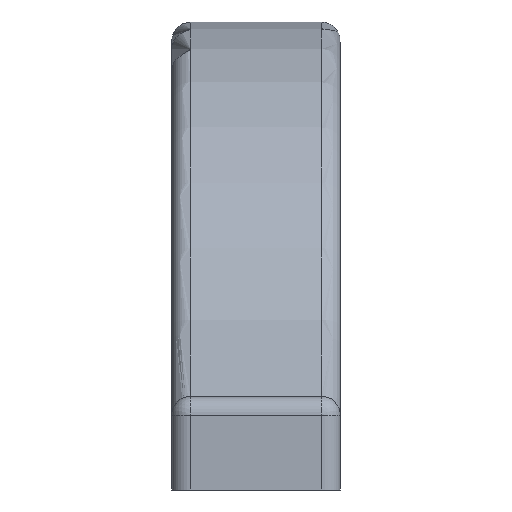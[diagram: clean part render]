
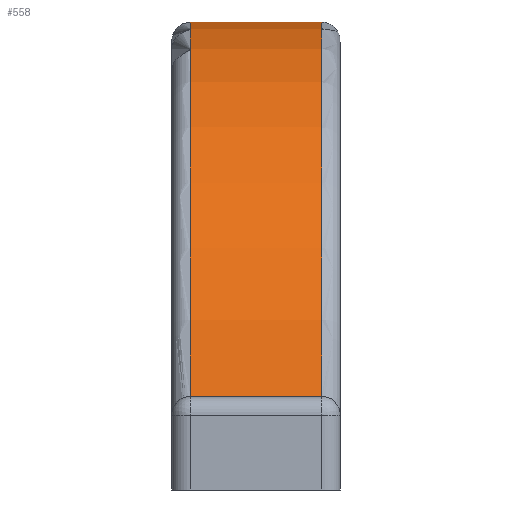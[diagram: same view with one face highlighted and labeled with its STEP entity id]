
A CAD part, front view. The second image highlights one B-rep face of the part: STEP entity #558.
In plain terms, the highlighted cylindrical face has radius 25 mm (diameter 50 mm), a partial arc.
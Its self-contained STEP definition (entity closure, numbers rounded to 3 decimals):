
#68=LINE('',#987,#111);
#69=LINE('',#989,#112);
#70=LINE('',#992,#113);
#71=LINE('',#993,#114);
#111=VECTOR('',#755,10.);
#112=VECTOR('',#758,10.);
#113=VECTOR('',#761,10.);
#114=VECTOR('',#762,10.);
#145=CYLINDRICAL_SURFACE('',#628,25.);
#168=FACE_OUTER_BOUND('',#202,.T.);
#202=EDGE_LOOP('',(#441,#442,#443,#444,#445,#446));
#236=CIRCLE('',#614,25.);
#238=CIRCLE('',#618,25.);
#263=VERTEX_POINT('',#873);
#271=VERTEX_POINT('',#909);
#273=VERTEX_POINT('',#931);
#275=VERTEX_POINT('',#953);
#283=VERTEX_POINT('',#986);
#284=VERTEX_POINT('',#991);
#326=EDGE_CURVE('',#273,#271,#236,.T.);
#331=EDGE_CURVE('',#263,#275,#238,.T.);
#343=EDGE_CURVE('',#271,#283,#68,.T.);
#345=EDGE_CURVE('',#283,#263,#69,.T.);
#346=EDGE_CURVE('',#273,#284,#70,.T.);
#347=EDGE_CURVE('',#284,#275,#71,.T.);
#441=ORIENTED_EDGE('',*,*,#331,.F.);
#442=ORIENTED_EDGE('',*,*,#345,.F.);
#443=ORIENTED_EDGE('',*,*,#343,.F.);
#444=ORIENTED_EDGE('',*,*,#326,.F.);
#445=ORIENTED_EDGE('',*,*,#346,.T.);
#446=ORIENTED_EDGE('',*,*,#347,.T.);
#558=ADVANCED_FACE('',(#168),#145,.T.);
#614=AXIS2_PLACEMENT_3D('',#932,#721,#722);
#618=AXIS2_PLACEMENT_3D('',#954,#731,#732);
#628=AXIS2_PLACEMENT_3D('',#990,#759,#760);
#721=DIRECTION('center_axis',(0.,0.,
1.));
#722=DIRECTION('ref_axis',(-1.,0.,0.));
#731=DIRECTION('center_axis',(0.,0.,
-1.));
#732=DIRECTION('ref_axis',(-1.,0.,0.));
#755=DIRECTION('',(0.,0.,-1.));
#758=DIRECTION('',(0.,0.,-1.));
#759=DIRECTION('center_axis',(0.,0.,-1.));
#760=DIRECTION('ref_axis',(-1.,0.,0.));
#761=DIRECTION('',(0.,0.,-1.));
#762=DIRECTION('',(0.,0.,-1.));
#873=CARTESIAN_POINT('',(-5.,-24.495,12.5));
#909=CARTESIAN_POINT('',(-5.,-24.495,19.5));
#931=CARTESIAN_POINT('',(-5.,24.495,19.5));
#932=CARTESIAN_POINT('Origin',(0.,0.,19.5));
#953=CARTESIAN_POINT('',(-5.,24.495,12.5));
#954=CARTESIAN_POINT('Origin',(0.,0.,12.5));
#986=CARTESIAN_POINT('',(-5.,-24.495,16.));
#987=CARTESIAN_POINT('',(-5.,-24.495,20.5));
#989=CARTESIAN_POINT('',(-5.,-24.495,20.5));
#990=CARTESIAN_POINT('Origin',(0.,0.,20.5));
#991=CARTESIAN_POINT('',(-5.,24.495,16.));
#992=CARTESIAN_POINT('',(-5.,24.495,20.5));
#993=CARTESIAN_POINT('',(-5.,24.495,20.5));
